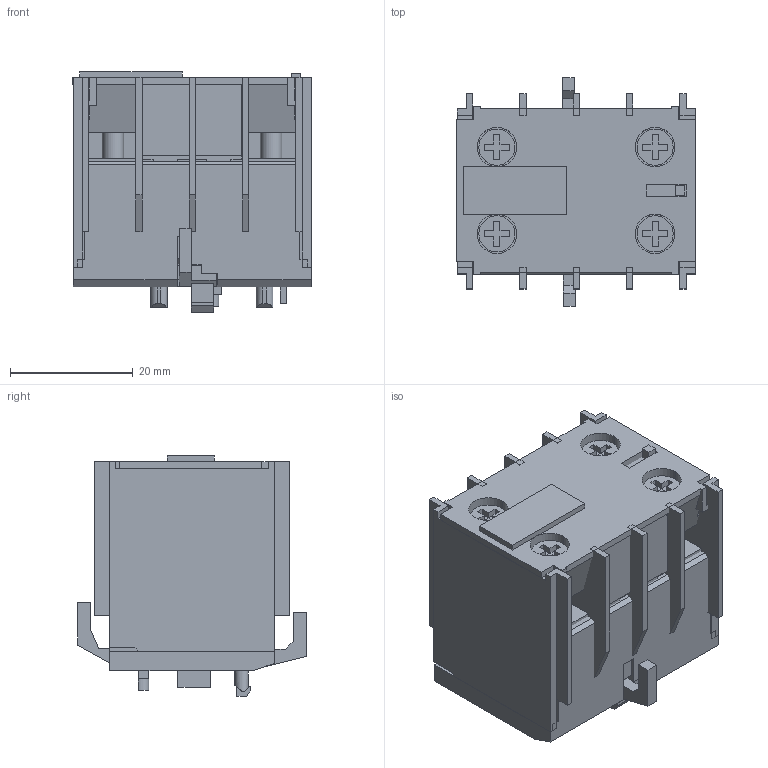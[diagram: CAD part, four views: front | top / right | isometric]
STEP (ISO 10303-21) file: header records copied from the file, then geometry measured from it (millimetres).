
FILE_DESCRIPTION((''),'2;1');
FILE_NAME('SB105162_3D_COLOUR_ASM','2013-09-03T',('SESA231906'),('Schneider-Electric'),'PRO/ENGINEER BY PARAMETRIC TECHNOLOGY CORPORATION, 2011410','PRO/ENGINEER BY PARAMETRIC TECHNOLOGY CORPORATION, 2011410','');
FILE_SCHEMA(('CONFIG_CONTROL_DESIGN'));
Length unit declared in the file: millimetre
Products named in the file (9): PIECE_INTERMEDIAIRE_1; SOCLE_1; PETIT_CLIQUET_1; GRD_CLIQUET_1; MANIFOLD_SOLID_BREP_12754; MANIFOLD_SOLID_BREP_12905; CAPOT_1_ASM; SCREW_1; SB105162_3D_COLOUR_ASM
Assembly tree (11 placements, depth 3):
  SB105162_3D_COLOUR_ASM
    PIECE_INTERMEDIAIRE_1
    SOCLE_1
    PETIT_CLIQUET_1
    GRD_CLIQUET_1
    CAPOT_1_ASM
      MANIFOLD_SOLID_BREP_12754
      MANIFOLD_SOLID_BREP_12905
    SCREW_1  x4
Bounding box: 38.9 x 37.3 x 39.25 mm (x, y, z)
Volume: 49590.2 mm3; surface area: 21564.8 mm2
Topology: 10 solids, 10 shells, 479 faces, 1349 edges, 894 vertices
Faces by surface type: plane 449, cylinder 30
Entity records: 13794 total; most frequent: CARTESIAN_POINT 2525, ORIENTED_EDGE 2410, DIRECTION 2124, EDGE_CURVE 1205, VECTOR 1144, LINE 1144, VERTEX_POINT 798, AXIS2_PLACEMENT_3D 490
